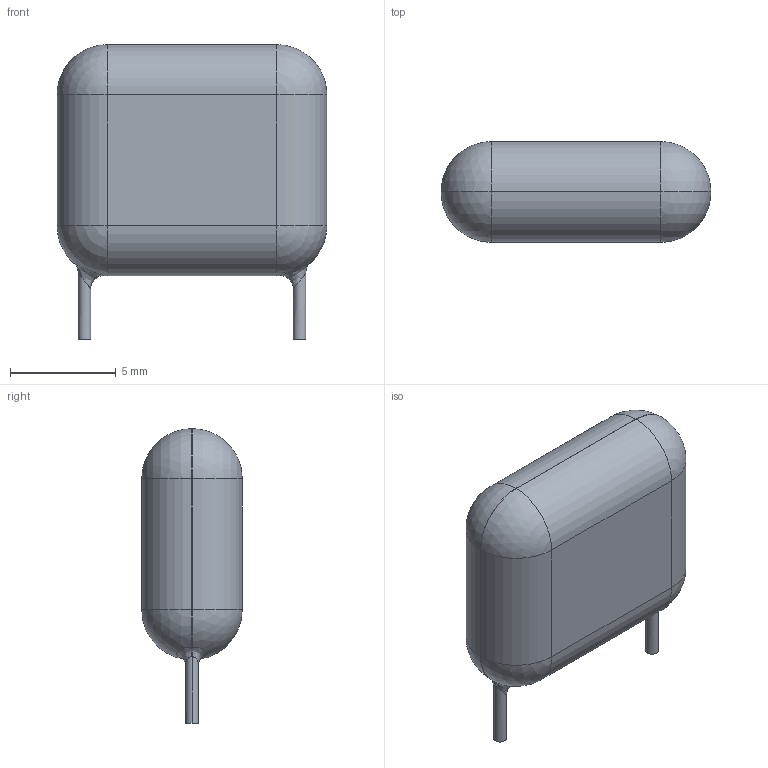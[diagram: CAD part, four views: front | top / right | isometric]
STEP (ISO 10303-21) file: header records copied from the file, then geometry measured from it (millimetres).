
FILE_DESCRIPTION (( 'STEP AP214' ), '1' );
FILE_NAME ('SW3dPS-Cap 10n - 630V Poly_2009.STEP', '2009-06-29T10:03:57', ( 'sysAdmin' ), ( 'SolidWorks' ), 'SwSTEP 2.0', 'SolidWorks 2009', '' );
FILE_SCHEMA (( 'AUTOMOTIVE_DESIGN' ));
Length unit declared in the file: millimetre
Products named in the file (1): SW3dPS-Cap 10n - 630V Poly_2009
Bounding box: 12.75 x 4.75 x 13.92 mm (x, y, z)
Volume: 544.4 mm3; surface area: 393.4 mm2
Topology: 1 solids, 1 shells, 129 faces, 327 edges, 202 vertices
Faces by surface type: bspline 63, plane 40, cylinder 18, sphere 8
Entity records: 8290 total; most frequent: CARTESIAN_POINT 4670, ORIENTED_EDGE 638, DIRECTION 363, EDGE_CURVE 319, VERTEX_POINT 202, LINE 149, VECTOR 149, EDGE_LOOP 139
